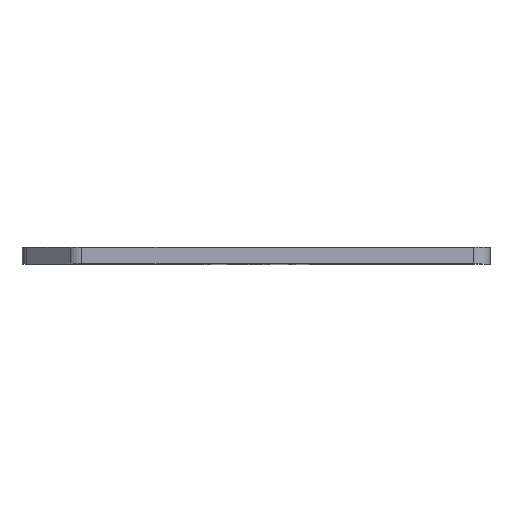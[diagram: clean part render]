
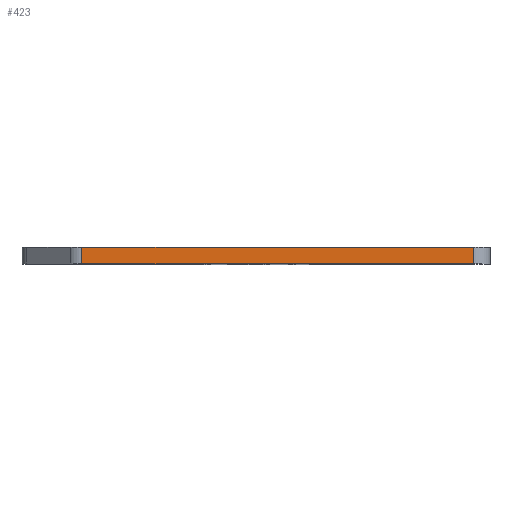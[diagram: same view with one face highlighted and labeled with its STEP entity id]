
A CAD part, top view. The second image highlights one B-rep face of the part: STEP entity #423.
In plain terms, the highlighted planar face has unit normal (0, 0, 1).
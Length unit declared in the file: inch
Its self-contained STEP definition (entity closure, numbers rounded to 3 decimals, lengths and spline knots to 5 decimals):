
#5 = DIRECTION ( 'NONE',  ( 1., 0., 0. ) ) ;
#25 = AXIS2_PLACEMENT_3D ( 'NONE', #705, #247, #1487 ) ;
#55 = VERTEX_POINT ( 'NONE', #707 ) ;
#95 = VECTOR ( 'NONE', #190, 39.37008 ) ;
#100 = EDGE_CURVE ( 'NONE', #177, #1027, #688, .T. ) ;
#177 = VERTEX_POINT ( 'NONE', #741 ) ;
#190 = DIRECTION ( 'NONE',  ( 0., 1., 0. ) ) ;
#228 = EDGE_LOOP ( 'NONE', ( #1001, #1064, #711, #616 ) ) ;
#247 = DIRECTION ( 'NONE',  ( 0., 0., -1. ) ) ;
#301 = VECTOR ( 'NONE', #382, 39.37008 ) ;
#345 = VERTEX_POINT ( 'NONE', #514 ) ;
#382 = DIRECTION ( 'NONE',  ( 1., 0., 0. ) ) ;
#397 = CARTESIAN_POINT ( 'NONE',  ( 0.14645, 0., 0.5 ) ) ;
#423 = ADVANCED_FACE ( 'NONE', ( #978 ), #531, .F. ) ;
#435 = LINE ( 'NONE', #586, #692 ) ;
#514 = CARTESIAN_POINT ( 'NONE',  ( 3.125, 0.125, 0.5 ) ) ;
#531 = PLANE ( 'NONE',  #25 ) ;
#576 = LINE ( 'NONE', #1676, #95 ) ;
#586 = CARTESIAN_POINT ( 'NONE',  ( 0.19822, 0.125, 0.5 ) ) ;
#616 = ORIENTED_EDGE ( 'NONE', *, *, #1141, .T. ) ;
#671 = LINE ( 'NONE', #691, #301 ) ;
#688 = LINE ( 'NONE', #397, #1297 ) ;
#691 = CARTESIAN_POINT ( 'NONE',  ( 0.14645, 0.125, 0.5 ) ) ;
#692 = VECTOR ( 'NONE', #1140, 39.37008 ) ;
#705 = CARTESIAN_POINT ( 'NONE',  ( 0.14645, 0.125, 0.5 ) ) ;
#707 = CARTESIAN_POINT ( 'NONE',  ( 0.19822, 0.125, 0.5 ) ) ;
#711 = ORIENTED_EDGE ( 'NONE', *, *, #100, .T. ) ;
#741 = CARTESIAN_POINT ( 'NONE',  ( 0.19822, 0., 0.5 ) ) ;
#978 = FACE_OUTER_BOUND ( 'NONE', #228, .T. ) ;
#1001 = ORIENTED_EDGE ( 'NONE', *, *, #1363, .F. ) ;
#1027 = VERTEX_POINT ( 'NONE', #1253 ) ;
#1064 = ORIENTED_EDGE ( 'NONE', *, *, #1549, .T. ) ;
#1140 = DIRECTION ( 'NONE',  ( 0., -1., 0. ) ) ;
#1141 = EDGE_CURVE ( 'NONE', #1027, #345, #576, .T. ) ;
#1253 = CARTESIAN_POINT ( 'NONE',  ( 3.125, 0., 0.5 ) ) ;
#1297 = VECTOR ( 'NONE', #5, 39.37008 ) ;
#1363 = EDGE_CURVE ( 'NONE', #55, #345, #671, .T. ) ;
#1487 = DIRECTION ( 'NONE',  ( -1., 0., 0. ) ) ;
#1549 = EDGE_CURVE ( 'NONE', #55, #177, #435, .T. ) ;
#1676 = CARTESIAN_POINT ( 'NONE',  ( 3.125, 0.125, 0.5 ) ) ;
